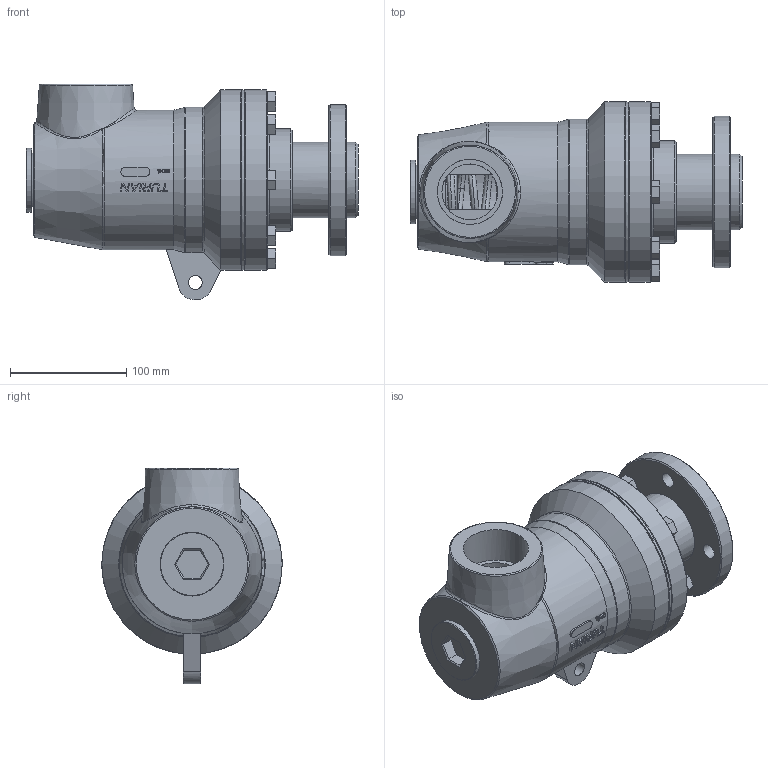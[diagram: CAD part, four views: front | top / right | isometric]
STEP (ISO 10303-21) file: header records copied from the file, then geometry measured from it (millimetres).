
FILE_DESCRIPTION (( 'STEP AP214' ), '1' );
FILE_NAME ('TUR-HTF50-TO.STEP', '2016-08-22T13:25:30', ( '' ), ( '' ), 'SwSTEP 2.0', 'SolidWorks 2016', '' );
FILE_SCHEMA (( 'AUTOMOTIVE_DESIGN' ));
Length unit declared in the file: millimetre
Products named in the file (1): TUR-HTF50-TO
Bounding box: 285.39 x 155 x 185.5 mm (x, y, z)
Volume: 2209907.6 mm3; surface area: 345787.8 mm2
Topology: 13 solids, 15 shells, 480 faces, 1267 edges, 840 vertices
Faces by surface type: plane 371, cylinder 49, cone 35, bspline 23, torus 2
Full cylindrical faces by diameter (mm): 10 x2, 11 x2, 12 x1, 13 x4, 44.65 x1, 45 x1, 48 x2, 55 x1, 56 x1, 59.7 x1, 60 x1, 64.95 x2, 65 x1, 68 x1, 72 x2, 88 x1, 94 x1, 98 x1, 100 x2, 104.9 x1, 105 x2, 120 x1, 125 x1, 130 x1, 155 x3
Entity records: 27556 total; most frequent: CARTESIAN_POINT 14354, ORIENTED_EDGE 2332, DIRECTION 1991, EDGE_CURVE 1166, LINE 889, VECTOR 889, VERTEX_POINT 813, EDGE_LOOP 605
